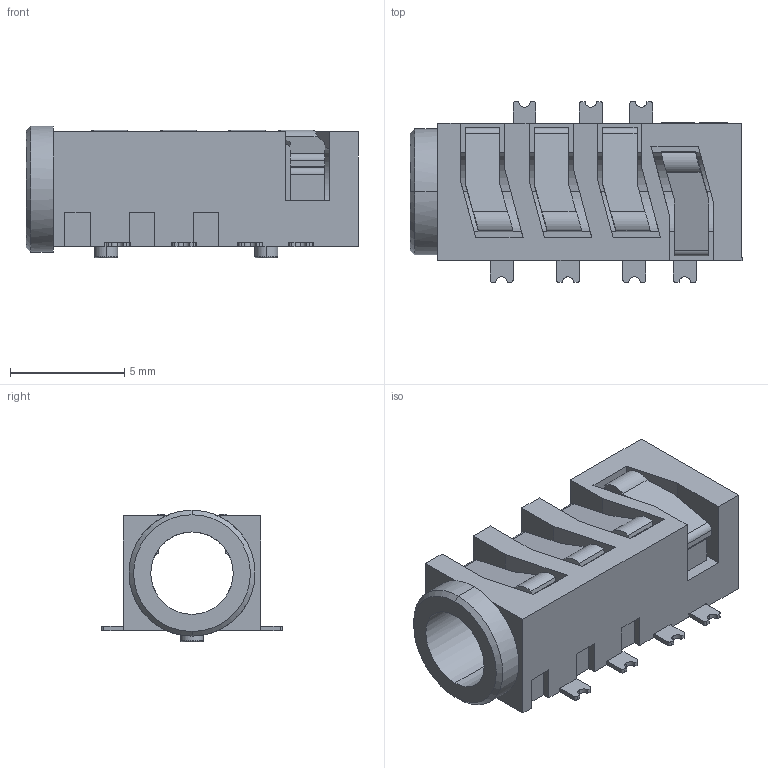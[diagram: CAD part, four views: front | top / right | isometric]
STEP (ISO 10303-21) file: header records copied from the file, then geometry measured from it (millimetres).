
FILE_DESCRIPTION (( 'STEP AP214' ), '1' );
FILE_NAME ('AUDIO-SMD_PJ-393.step', '2022-08-26T02:27:31', ( '' ), ( '' ), 'SwSTEP 2.0', 'SolidWorks 2020', '' );
FILE_SCHEMA (( 'AUTOMOTIVE_DESIGN' ));
Length unit declared in the file: millimetre
Products named in the file (1): AUDIO-SMD_PJ-393
Bounding box: 14.5 x 7.9 x 5.75 mm (x, y, z)
Volume: 223.8 mm3; surface area: 628.3 mm2
Topology: 15 solids, 15 shells, 478 faces, 1295 edges, 860 vertices
Faces by surface type: plane 323, bspline 102, cylinder 47, torus 4, cone 2
Entity records: 20885 total; most frequent: CARTESIAN_POINT 4016, ORIENTED_EDGE 2590, DIRECTION 1957, EDGE_CURVE 1295, LINE 955, VECTOR 955, VERTEX_POINT 860, EDGE_LOOP 501
